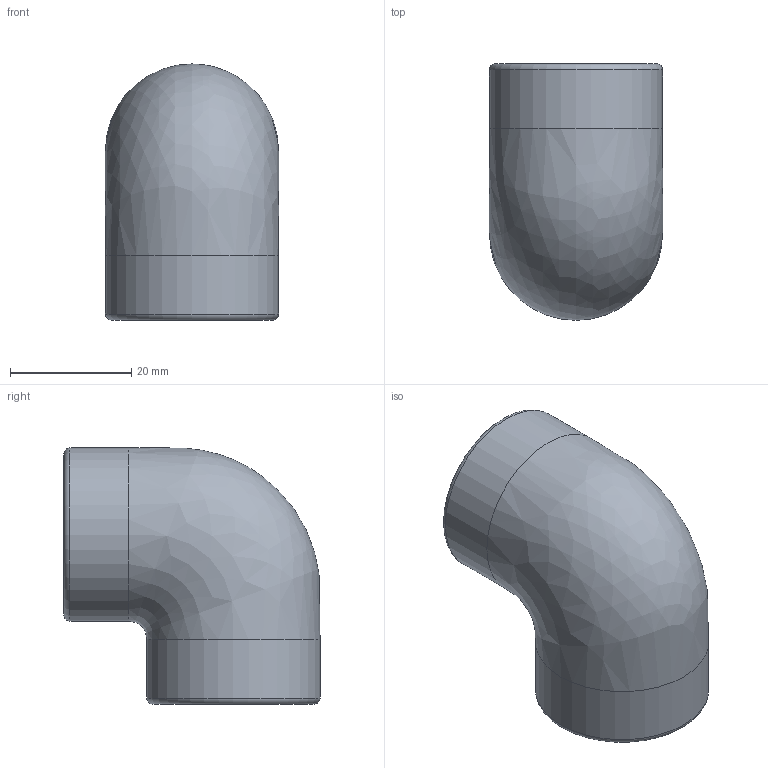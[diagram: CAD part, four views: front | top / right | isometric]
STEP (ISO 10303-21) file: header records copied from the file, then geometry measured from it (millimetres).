
FILE_DESCRIPTION(/* description */ (''),/* implementation_level */ '2;1');
FILE_NAME(/* name */ 'GFV012.ipt.stp',/* time_stamp */ '2013-10-01T14:40:20+02:00',/* author */ ('Marco de Biase'),/* organization */ (''),/* preprocessor_version */ 'ST-DEVELOPER v15.2',/* originating_system */ 'Autodesk Inventor 2014',/* authorisation */ '');
FILE_SCHEMA (('AUTOMOTIVE_DESIGN { 1 0 10303 214 3 1 1 }'));
Length unit declared in the file: millimetre
Products named in the file (1): GFV012
Bounding box: 28.6 x 42.3 x 42.3 mm (x, y, z)
Volume: 19115.3 mm3; surface area: 8722.7 mm2
Topology: 1 solids, 1 shells, 20 faces, 54 edges, 36 vertices
Faces by surface type: cylinder 12, plane 4, torus 2, bspline 2
Full cylindrical faces by diameter (mm): 18.631 x2, 28.6 x2
Entity records: 3181 total; most frequent: CARTESIAN_POINT 2656, ORIENTED_EDGE 112, DIRECTION 98, AXIS2_PLACEMENT_3D 49, EDGE_CURVE 48, VERTEX_POINT 36, EDGE_LOOP 30, CIRCLE 30
